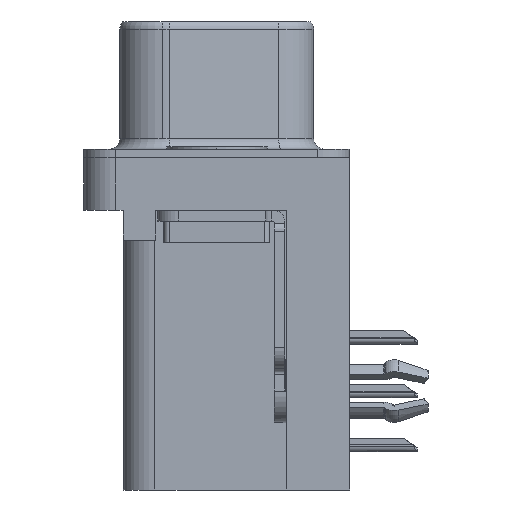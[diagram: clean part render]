
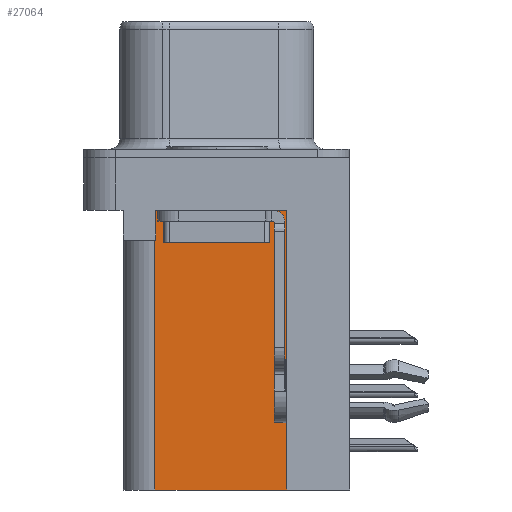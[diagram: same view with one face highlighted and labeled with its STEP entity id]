
A CAD part, left-side view. The second image highlights one B-rep face of the part: STEP entity #27064.
In plain terms, the highlighted planar face has unit normal (-1, 0, 0).
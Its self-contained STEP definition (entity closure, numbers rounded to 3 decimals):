
#2031 = DIRECTION ( 'NONE',  ( 0., 1., 0. ) ) ;
#3078 = VERTEX_POINT ( 'NONE', #25777 ) ;
#3892 = LINE ( 'NONE', #23094, #20637 ) ;
#4148 = EDGE_CURVE ( 'NONE', #23400, #3078, #5682, .T. ) ;
#4582 = ORIENTED_EDGE ( 'NONE', *, *, #15814, .T. ) ;
#4901 = LINE ( 'NONE', #25473, #19174 ) ;
#4974 = EDGE_CURVE ( 'NONE', #12095, #23400, #4901, .T. ) ;
#5682 = LINE ( 'NONE', #21959, #7047 ) ;
#5967 = LINE ( 'NONE', #17762, #15586 ) ;
#6227 = EDGE_CURVE ( 'NONE', #12095, #11317, #5967, .T. ) ;
#6301 = CARTESIAN_POINT ( 'NONE',  ( 3.7, -3.295, -15.7 ) ) ;
#6591 = VECTOR ( 'NONE', #2031, 1000. ) ;
#7047 = VECTOR ( 'NONE', #19799, 1000. ) ;
#9218 = CARTESIAN_POINT ( 'NONE',  ( 3.7, -3.295, -15.7 ) ) ;
#9441 = DIRECTION ( 'NONE',  ( 0., 1., 0. ) ) ;
#9724 = ORIENTED_EDGE ( 'NONE', *, *, #17012, .T. ) ;
#11111 = VERTEX_POINT ( 'NONE', #19281 ) ;
#11317 = VERTEX_POINT ( 'NONE', #24043 ) ;
#11518 = DIRECTION ( 'NONE',  ( 0., 0., -1. ) ) ;
#12095 = VERTEX_POINT ( 'NONE', #6301 ) ;
#12700 = LINE ( 'NONE', #28972, #6591 ) ;
#13526 = EDGE_CURVE ( 'NONE', #11111, #3078, #16636, .T. ) ;
#13870 = CARTESIAN_POINT ( 'NONE',  ( 3.7, 2.925, -15.7 ) ) ;
#13916 = ORIENTED_EDGE ( 'NONE', *, *, #4974, .F. ) ;
#15586 = VECTOR ( 'NONE', #19990, 1000. ) ;
#15795 = ORIENTED_EDGE ( 'NONE', *, *, #13526, .T. ) ;
#15814 = EDGE_CURVE ( 'NONE', #11317, #25626, #12700, .T. ) ;
#15921 = FACE_OUTER_BOUND ( 'NONE', #22584, .T. ) ;
#16476 = AXIS2_PLACEMENT_3D ( 'NONE', #9218, #24593, #11518 ) ;
#16636 = LINE ( 'NONE', #24800, #22457 ) ;
#17012 = EDGE_CURVE ( 'NONE', #25626, #11111, #3892, .T. ) ;
#17762 = CARTESIAN_POINT ( 'NONE',  ( 3.7, -3.295, -15.7 ) ) ;
#19075 = CARTESIAN_POINT ( 'NONE',  ( 3.7, 2.895, -2.5 ) ) ;
#19174 = VECTOR ( 'NONE', #27666, 1000. ) ;
#19281 = CARTESIAN_POINT ( 'NONE',  ( 3.7, 2.895, -3.9 ) ) ;
#19799 = DIRECTION ( 'NONE',  ( 0., 0., 1. ) ) ;
#19990 = DIRECTION ( 'NONE',  ( 0., 0., 1. ) ) ;
#20481 = ORIENTED_EDGE ( 'NONE', *, *, #4148, .F. ) ;
#20637 = VECTOR ( 'NONE', #25260, 1000. ) ;
#21959 = CARTESIAN_POINT ( 'NONE',  ( 3.7, 2.925, -15.7 ) ) ;
#22457 = VECTOR ( 'NONE', #9441, 1000. ) ;
#22462 = PLANE ( 'NONE',  #16476 ) ;
#22584 = EDGE_LOOP ( 'NONE', ( #4582, #9724, #15795, #20481, #13916, #24039 ) ) ;
#23094 = CARTESIAN_POINT ( 'NONE',  ( 3.7, 2.895, -3.9 ) ) ;
#23400 = VERTEX_POINT ( 'NONE', #13870 ) ;
#24039 = ORIENTED_EDGE ( 'NONE', *, *, #6227, .T. ) ;
#24043 = CARTESIAN_POINT ( 'NONE',  ( 3.7, -3.295, -2.5 ) ) ;
#24593 = DIRECTION ( 'NONE',  ( 1., 0., 0. ) ) ;
#24800 = CARTESIAN_POINT ( 'NONE',  ( 3.7, 0., -3.9 ) ) ;
#25260 = DIRECTION ( 'NONE',  ( 0., 0., -1. ) ) ;
#25473 = CARTESIAN_POINT ( 'NONE',  ( 3.7, -3.295, -15.7 ) ) ;
#25626 = VERTEX_POINT ( 'NONE', #19075 ) ;
#25777 = CARTESIAN_POINT ( 'NONE',  ( 3.7, 2.925, -3.9 ) ) ;
#27064 = ADVANCED_FACE ( 'NONE', ( #15921 ), #22462, .F. ) ;
#27666 = DIRECTION ( 'NONE',  ( 0., 1., 0. ) ) ;
#28972 = CARTESIAN_POINT ( 'NONE',  ( 3.7, -3.295, -2.5 ) ) ;
